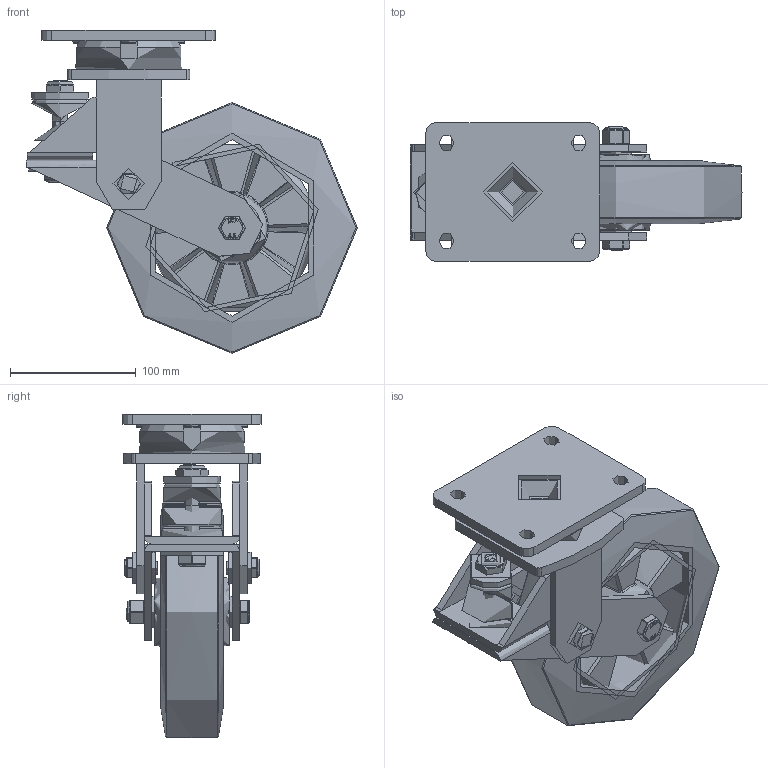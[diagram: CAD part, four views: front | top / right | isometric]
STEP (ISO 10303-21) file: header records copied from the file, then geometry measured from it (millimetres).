
FILE_DESCRIPTION(/* description */ (''),/* implementation_level */ '2;1');
FILE_NAME(/* name */ 'BZKL200SPABJSPR.step',/* time_stamp */ '2025-05-28T11:52:54+01:00',/* author */ (''),/* organization */ (''),/* preprocessor_version */ 'ST-DEVELOPER v20.1',/* originating_system */ 'Autodesk Translation Framework v14.10.0.0',/* authorisation */ '');
FILE_SCHEMA (('AUTOMOTIVE_DESIGN { 1 0 10303 214 3 1 1 }'));
Products named in the file (39): BZKL200SPABJSPR; BZKL200ASSPR v1; FABRICATED STEEL TOP PLATE; FABRICATED STEEL FORKS; FORKS; BOLT; WASHER; Component2; Component1; WASHERS; GREASE NIPPLE; BOLT2; RUBBER SPRING; SPRING; SPRING TOP; NUT; BZH200WSPABJM20 v1; 75 SHORE A POLYURETHANE TYRE; ALUMINIUM RIM; BEARING6204; BALL BEARINGS; BEARING6204 (1); BALL BEARINGS (1); Component3; INNER; OUTER; MIDDLE; RUBBER; BEARING SPACER; TH20X2X12 v1; ZINC PLATED HEADED SPACER; TH20X2X12 v1 (1); ZINC PLATED HEADED SPACER (1); HEXBOLTM12X90Z8.8 v2; GRADE 8.8 ZINC PLATED BOLT; NYLOCM12Z14MM v1; NYLOC NUT; NUT (1); RUBBER (1)
Assembly tree (58 placements, depth 5):
  BZKL200SPABJSPR
    BZKL200ASSPR v1
      FABRICATED STEEL TOP PLATE
      FABRICATED STEEL FORKS
        FORKS
        BOLT
        WASHER
        Component2
        Component1
        BOLT2  x2
        WASHERS
        GREASE NIPPLE
      RUBBER SPRING
        SPRING
        SPRING TOP
        NUT
    BZH200WSPABJM20 v1
      75 SHORE A POLYURETHANE TYRE
      ALUMINIUM RIM
      BEARING6204
        INNER
        OUTER
        BALL BEARINGS
          Component3  x8
        MIDDLE
        RUBBER
      BEARING6204 (1)
        BALL BEARINGS (1)
          Component3  x8
        INNER
        OUTER
        MIDDLE
        RUBBER
      BEARING SPACER
    TH20X2X12 v1
      ZINC PLATED HEADED SPACER
    TH20X2X12 v1 (1)
      ZINC PLATED HEADED SPACER (1)
    HEXBOLTM12X90Z8.8 v2
      GRADE 8.8 ZINC PLATED BOLT
    NYLOCM12Z14MM v1
      NYLOC NUT
        NUT (1)
        RUBBER (1)
Bounding box: 263.51 x 110 x 257 mm (x, y, z)
Volume: 1596768.3 mm3; surface area: 423440 mm2
Topology: 50 solids, 50 shells, 1548 faces, 3782 edges, 2419 vertices
Faces by surface type: plane 536, bspline 493, cylinder 302, sphere 125, torus 72, cone 20
Full cylindrical faces by diameter (mm): 8 x1, 9.836 x16, 10 x36, 11.834 x16, 12 x10, 12.1 x2, 12.2 x2, 14 x2, 15 x2, 17.75 x1, 18.5 x1, 19.8 x2, 20 x4, 21 x1, 24 x1, 25 x6, 27 x2, 28.5 x8, 30.8 x4, 31.3 x4, 40.3 x4, 40.5 x4, 40.8 x4, 42 x10, 44 x1, 45 x1, 47 x5, 50 x1, 52 x2, 56 x2
Entity records: 94396 total; most frequent: CARTESIAN_POINT 68200, ORIENTED_EDGE 5500, DIRECTION 4632, EDGE_CURVE 2750, AXIS2_PLACEMENT_3D 1827, VERTEX_POINT 1746, EDGE_LOOP 1332, FACE_OUTER_BOUND 1156
